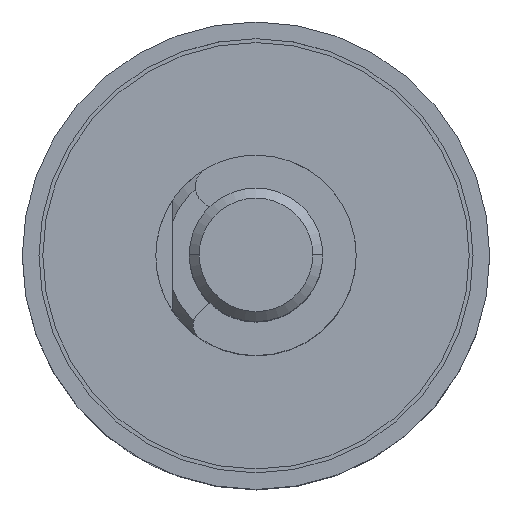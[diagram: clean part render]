
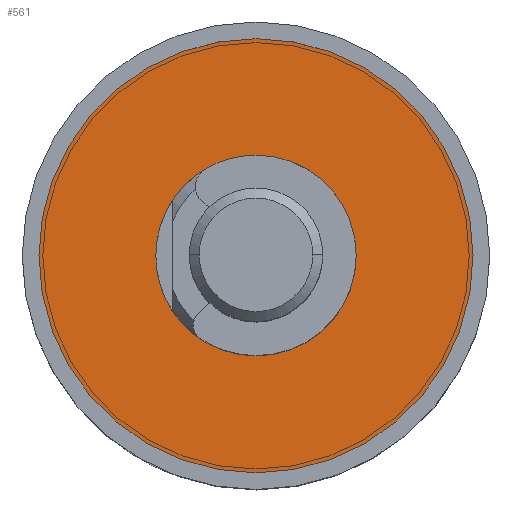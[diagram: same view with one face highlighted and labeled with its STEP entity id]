
A CAD part, top view. The second image highlights one B-rep face of the part: STEP entity #561.
In plain terms, the highlighted planar face has unit normal (0, 0, 1).
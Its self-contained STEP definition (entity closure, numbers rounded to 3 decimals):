
#60 = DIRECTION ( 'NONE',  ( 0., 0., 1. ) ) ;
#287 = CIRCLE ( 'NONE', #7231, 3. ) ;
#380 = AXIS2_PLACEMENT_3D ( 'NONE', #4137, #6959, #4166 ) ;
#434 = AXIS2_PLACEMENT_3D ( 'NONE', #3729, #4480, #1707 ) ;
#520 = ORIENTED_EDGE ( 'NONE', *, *, #8228, .T. ) ;
#561 = ADVANCED_FACE ( 'NONE', ( #4099, #3560 ), #3378, .T. ) ;
#1707 = DIRECTION ( 'NONE',  ( 1., 0., 0. ) ) ;
#2011 = DIRECTION ( 'NONE',  ( 0., 0., 1. ) ) ;
#2110 = VERTEX_POINT ( 'NONE', #7577 ) ;
#2137 = ORIENTED_EDGE ( 'NONE', *, *, #8264, .T. ) ;
#2190 = VERTEX_POINT ( 'NONE', #4888 ) ;
#2332 = EDGE_CURVE ( 'NONE', #2110, #2190, #287, .T. ) ;
#2580 = CARTESIAN_POINT ( 'NONE',  ( 0., 0., 0.5 ) ) ;
#2904 = DIRECTION ( 'NONE',  ( 1., 0., 0. ) ) ;
#3378 = PLANE ( 'NONE',  #3533 ) ;
#3533 = AXIS2_PLACEMENT_3D ( 'NONE', #7653, #2011, #7627 ) ;
#3560 = FACE_OUTER_BOUND ( 'NONE', #4652, .T. ) ;
#3729 = CARTESIAN_POINT ( 'NONE',  ( 0., 0., 0.5 ) ) ;
#4099 = FACE_BOUND ( 'NONE', #8116, .T. ) ;
#4137 = CARTESIAN_POINT ( 'NONE',  ( 0., 0., 0.5 ) ) ;
#4154 = CIRCLE ( 'NONE', #6351, 6.5 ) ;
#4166 = DIRECTION ( 'NONE',  ( -1., 0., 0. ) ) ;
#4480 = DIRECTION ( 'NONE',  ( 0., 0., 1. ) ) ;
#4504 = EDGE_CURVE ( 'NONE', #6250, #7176, #8571, .T. ) ;
#4595 = CIRCLE ( 'NONE', #380, 3. ) ;
#4652 = EDGE_LOOP ( 'NONE', ( #2137, #6791 ) ) ;
#4888 = CARTESIAN_POINT ( 'NONE',  ( 3., 0., 0.5 ) ) ;
#6250 = VERTEX_POINT ( 'NONE', #9004 ) ;
#6351 = AXIS2_PLACEMENT_3D ( 'NONE', #6391, #60, #2904 ) ;
#6391 = CARTESIAN_POINT ( 'NONE',  ( 0., 0., 0.5 ) ) ;
#6730 = DIRECTION ( 'NONE',  ( -1., 0., 0. ) ) ;
#6791 = ORIENTED_EDGE ( 'NONE', *, *, #4504, .T. ) ;
#6959 = DIRECTION ( 'NONE',  ( 0., 0., -1. ) ) ;
#7176 = VERTEX_POINT ( 'NONE', #7943 ) ;
#7231 = AXIS2_PLACEMENT_3D ( 'NONE', #2580, #8891, #6730 ) ;
#7577 = CARTESIAN_POINT ( 'NONE',  ( -3., 0., 0.5 ) ) ;
#7627 = DIRECTION ( 'NONE',  ( 1., 0., 0. ) ) ;
#7653 = CARTESIAN_POINT ( 'NONE',  ( 3., 0., 0.5 ) ) ;
#7943 = CARTESIAN_POINT ( 'NONE',  ( 6.5, 0., 0.5 ) ) ;
#8116 = EDGE_LOOP ( 'NONE', ( #8338, #520 ) ) ;
#8228 = EDGE_CURVE ( 'NONE', #2190, #2110, #4595, .T. ) ;
#8264 = EDGE_CURVE ( 'NONE', #7176, #6250, #4154, .T. ) ;
#8338 = ORIENTED_EDGE ( 'NONE', *, *, #2332, .T. ) ;
#8571 = CIRCLE ( 'NONE', #434, 6.5 ) ;
#8891 = DIRECTION ( 'NONE',  ( 0., 0., -1. ) ) ;
#9004 = CARTESIAN_POINT ( 'NONE',  ( -6.5, 0., 0.5 ) ) ;
